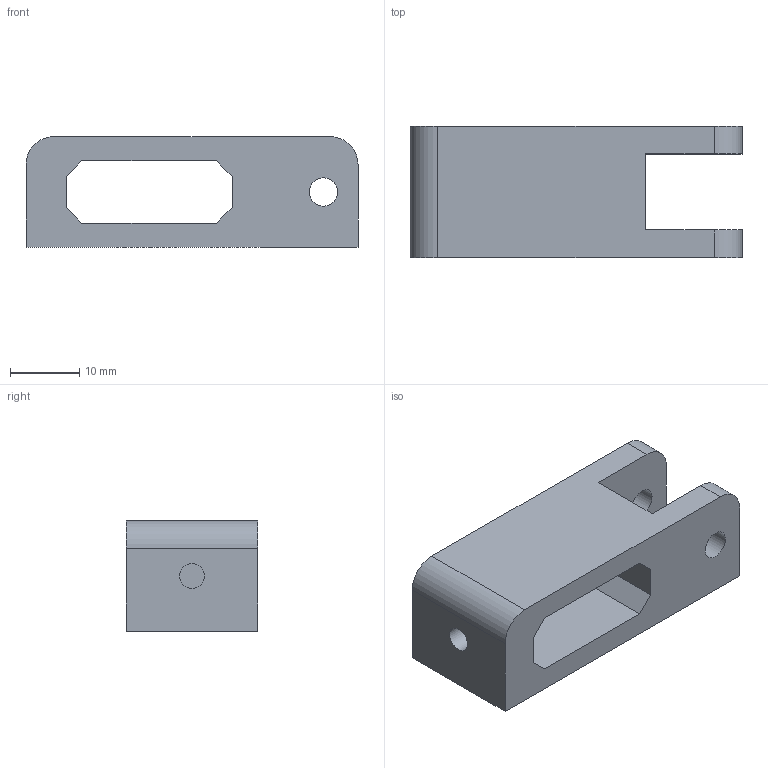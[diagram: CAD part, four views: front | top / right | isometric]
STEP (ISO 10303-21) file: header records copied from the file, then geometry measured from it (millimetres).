
FILE_DESCRIPTION(('FreeCAD Model'),'2;1');
FILE_NAME('y-idler-tensioner.stp','2014-10-18T20:31:14',('FreeCAD'),('FreeCAD'), 'Open CASCADE STEP processor 6.7','FreeCAD','Unknown');
FILE_SCHEMA(('AUTOMOTIVE_DESIGN_CC2 { 1 2 10303 214 -1 1 5 4 }'));
Length unit declared in the file: millimetre
Products named in the file (1): y-idler-tensioner-final
Bounding box: 48 x 19 x 16 mm (x, y, z)
Volume: 7562.8 mm3; surface area: 4981.6 mm2
Topology: 1 solids, 1 shells, 32 faces, 90 edges, 60 vertices
Faces by surface type: plane 25, cylinder 7
Full cylindrical faces by diameter (mm): 3.6 x1, 4.1 x2
Entity records: 2195 total; most frequent: CARTESIAN_POINT 439, DIRECTION 294, LINE 190, VECTOR 190, ORIENTED_EDGE 180, PCURVE 180, DEFINITIONAL_REPRESENTATION 180, EDGE_CURVE 90
